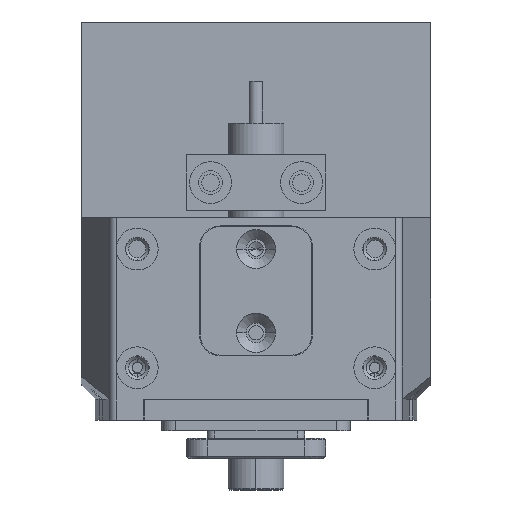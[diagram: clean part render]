
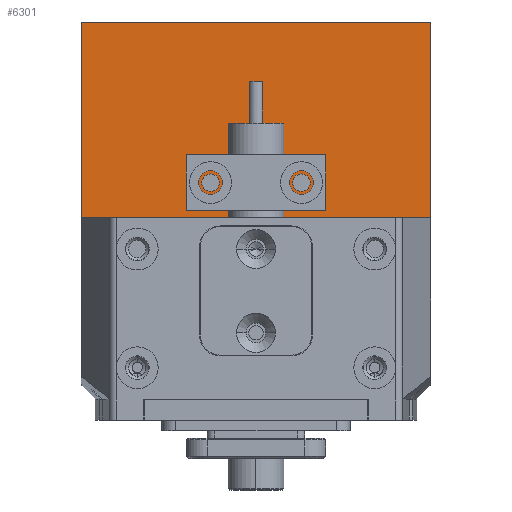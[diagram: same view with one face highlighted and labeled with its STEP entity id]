
A CAD part, left-side view. The second image highlights one B-rep face of the part: STEP entity #6301.
In plain terms, the highlighted planar face has unit normal (-1, 0, 0).
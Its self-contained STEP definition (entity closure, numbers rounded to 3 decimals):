
#988 = CARTESIAN_POINT ( 'NONE',  ( -33.185, -18.98, 127.161 ) ) ;
#1237 = AXIS2_PLACEMENT_3D ( 'NONE', #28993, #21490, #32957 ) ;
#1536 = CIRCLE ( 'NONE', #1237, 1.25 ) ;
#1563 = DIRECTION ( 'NONE',  ( 1., 0., 0. ) ) ;
#3875 = VECTOR ( 'NONE', #30058, 1000. ) ;
#4324 = DIRECTION ( 'NONE',  ( 0., 0., -1. ) ) ;
#4755 = FACE_OUTER_BOUND ( 'NONE', #38755, .T. ) ;
#4914 = DIRECTION ( 'NONE',  ( -1., 0., 0. ) ) ;
#5222 = LINE ( 'NONE', #7701, #16600 ) ;
#6301 = ADVANCED_FACE ( 'NONE', ( #4755, #8318, #20893 ), #24427, .F. ) ;
#7530 = CARTESIAN_POINT ( 'NONE',  ( -33.185, -18.98, 99.161 ) ) ;
#7701 = CARTESIAN_POINT ( 'NONE',  ( -33.185, 31.02, 99.161 ) ) ;
#7879 = CARTESIAN_POINT ( 'NONE',  ( -33.185, -0.48, 105.411 ) ) ;
#8257 = EDGE_CURVE ( 'NONE', #22240, #37444, #13249, .T. ) ;
#8318 = FACE_BOUND ( 'NONE', #10446, .T. ) ;
#8476 = CIRCLE ( 'NONE', #45425, 1.25 ) ;
#8915 = EDGE_CURVE ( 'NONE', #47733, #22240, #45435, .T. ) ;
#9370 = ORIENTED_EDGE ( 'NONE', *, *, #31425, .F. ) ;
#9536 = AXIS2_PLACEMENT_3D ( 'NONE', #26209, #41809, #11333 ) ;
#9695 = CIRCLE ( 'NONE', #16517, 1.25 ) ;
#10446 = EDGE_LOOP ( 'NONE', ( #47075, #26513 ) ) ;
#10900 = AXIS2_PLACEMENT_3D ( 'NONE', #28422, #1563, #43394 ) ;
#11151 = EDGE_CURVE ( 'NONE', #13288, #37444, #5222, .T. ) ;
#11333 = DIRECTION ( 'NONE',  ( 0., 0., 1. ) ) ;
#12591 = DIRECTION ( 'NONE',  ( -1., 0., 0. ) ) ;
#13197 = ORIENTED_EDGE ( 'NONE', *, *, #8257, .F. ) ;
#13249 = LINE ( 'NONE', #7530, #29919 ) ;
#13288 = VERTEX_POINT ( 'NONE', #15535 ) ;
#14464 = EDGE_CURVE ( 'NONE', #39041, #16003, #9695, .T. ) ;
#15535 = CARTESIAN_POINT ( 'NONE',  ( -33.185, 31.02, 127.161 ) ) ;
#15788 = CARTESIAN_POINT ( 'NONE',  ( -33.185, 31.02, 99.161 ) ) ;
#15846 = CARTESIAN_POINT ( 'NONE',  ( -33.185, -18.98, 99.161 ) ) ;
#16003 = VERTEX_POINT ( 'NONE', #36024 ) ;
#16517 = AXIS2_PLACEMENT_3D ( 'NONE', #31399, #12591, #23445 ) ;
#16600 = VECTOR ( 'NONE', #34230, 1000. ) ;
#19186 = CARTESIAN_POINT ( 'NONE',  ( -33.185, -18.98, 99.161 ) ) ;
#19769 = CARTESIAN_POINT ( 'NONE',  ( -33.185, -0.48, 102.911 ) ) ;
#20893 = FACE_BOUND ( 'NONE', #30918, .T. ) ;
#21490 = DIRECTION ( 'NONE',  ( -1., 0., 0. ) ) ;
#22240 = VERTEX_POINT ( 'NONE', #19186 ) ;
#23445 = DIRECTION ( 'NONE',  ( 0., 0., 1. ) ) ;
#24427 = PLANE ( 'NONE',  #10900 ) ;
#25370 = ORIENTED_EDGE ( 'NONE', *, *, #39301, .F. ) ;
#26020 = CARTESIAN_POINT ( 'NONE',  ( -33.185, 12.52, 102.911 ) ) ;
#26209 = CARTESIAN_POINT ( 'NONE',  ( -33.185, 12.52, 104.161 ) ) ;
#26513 = ORIENTED_EDGE ( 'NONE', *, *, #14464, .F. ) ;
#27792 = CARTESIAN_POINT ( 'NONE',  ( -33.185, -0.48, 104.161 ) ) ;
#28422 = CARTESIAN_POINT ( 'NONE',  ( -33.185, -18.98, 99.161 ) ) ;
#28696 = EDGE_CURVE ( 'NONE', #16003, #39041, #38549, .T. ) ;
#28993 = CARTESIAN_POINT ( 'NONE',  ( -33.185, -0.48, 104.161 ) ) ;
#29919 = VECTOR ( 'NONE', #45433, 1000. ) ;
#30058 = DIRECTION ( 'NONE',  ( 0., 1., 0. ) ) ;
#30468 = VECTOR ( 'NONE', #4324, 1000. ) ;
#30918 = EDGE_LOOP ( 'NONE', ( #25370, #9370 ) ) ;
#31399 = CARTESIAN_POINT ( 'NONE',  ( -33.185, 12.52, 104.161 ) ) ;
#31425 = EDGE_CURVE ( 'NONE', #43386, #37945, #8476, .T. ) ;
#32666 = EDGE_CURVE ( 'NONE', #47733, #13288, #42662, .T. ) ;
#32957 = DIRECTION ( 'NONE',  ( 0., 0., 1. ) ) ;
#34230 = DIRECTION ( 'NONE',  ( 0., 0., -1. ) ) ;
#36024 = CARTESIAN_POINT ( 'NONE',  ( -33.185, 12.52, 105.411 ) ) ;
#37197 = ORIENTED_EDGE ( 'NONE', *, *, #11151, .T. ) ;
#37444 = VERTEX_POINT ( 'NONE', #15788 ) ;
#37945 = VERTEX_POINT ( 'NONE', #7879 ) ;
#38488 = ORIENTED_EDGE ( 'NONE', *, *, #8915, .F. ) ;
#38549 = CIRCLE ( 'NONE', #9536, 1.25 ) ;
#38755 = EDGE_LOOP ( 'NONE', ( #37197, #13197, #38488, #43133 ) ) ;
#39041 = VERTEX_POINT ( 'NONE', #26020 ) ;
#39301 = EDGE_CURVE ( 'NONE', #37945, #43386, #1536, .T. ) ;
#41675 = CARTESIAN_POINT ( 'NONE',  ( -33.185, 6.02, 127.161 ) ) ;
#41809 = DIRECTION ( 'NONE',  ( -1., 0., 0. ) ) ;
#42662 = LINE ( 'NONE', #41675, #3875 ) ;
#43133 = ORIENTED_EDGE ( 'NONE', *, *, #32666, .T. ) ;
#43386 = VERTEX_POINT ( 'NONE', #19769 ) ;
#43394 = DIRECTION ( 'NONE',  ( 0., 0., -1. ) ) ;
#45425 = AXIS2_PLACEMENT_3D ( 'NONE', #27792, #4914, #46471 ) ;
#45433 = DIRECTION ( 'NONE',  ( 0., 1., 0. ) ) ;
#45435 = LINE ( 'NONE', #15846, #30468 ) ;
#46471 = DIRECTION ( 'NONE',  ( 0., 0., 1. ) ) ;
#47075 = ORIENTED_EDGE ( 'NONE', *, *, #28696, .F. ) ;
#47733 = VERTEX_POINT ( 'NONE', #988 ) ;
